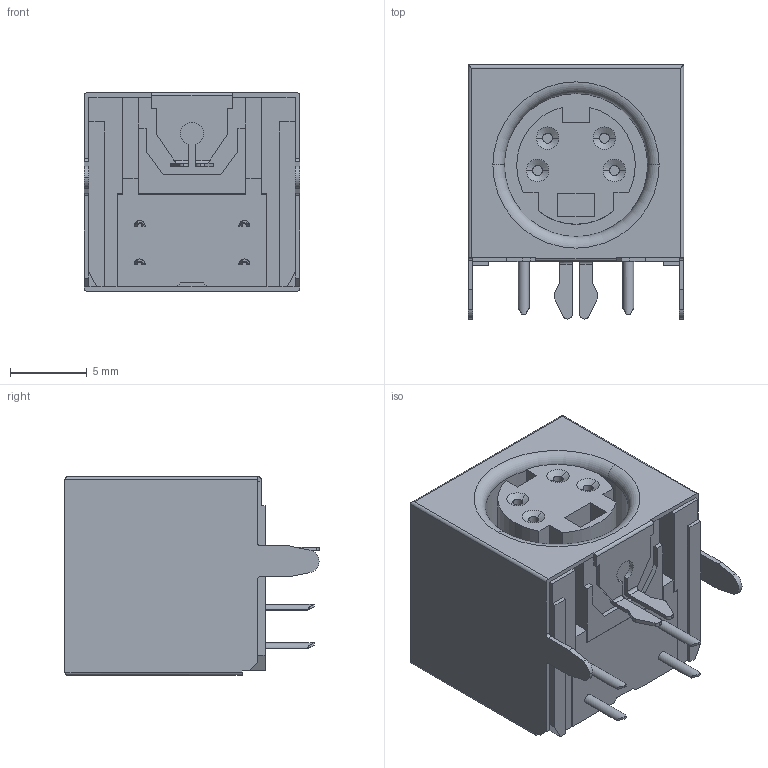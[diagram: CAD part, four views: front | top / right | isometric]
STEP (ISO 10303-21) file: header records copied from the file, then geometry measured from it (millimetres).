
FILE_DESCRIPTION (( 'STEP AP214' ), '1' );
FILE_NAME ('KMDGX-4S-BS_rC3.STEP', '2013-01-17T17:56:09', ( '' ), ( '' ), 'SwSTEP 2.0', 'SolidWorks 2012', '' );
FILE_SCHEMA (( 'AUTOMOTIVE_DESIGN' ));
Length unit declared in the file: millimetre
Products named in the file (1): KMDGX-4S-BS_rC3
Bounding box: 14 x 16.5 x 12.9 mm (x, y, z)
Volume: 2075.2 mm3; surface area: 1803 mm2
Topology: 1 solids, 1 shells, 240 faces, 629 edges, 404 vertices
Faces by surface type: plane 173, cylinder 53, cone 8, torus 6
Entity records: 8576 total; most frequent: CARTESIAN_POINT 1328, ORIENTED_EDGE 1258, DIRECTION 1205, EDGE_CURVE 629, VECTOR 499, LINE 499, VERTEX_POINT 404, AXIS2_PLACEMENT_3D 353
